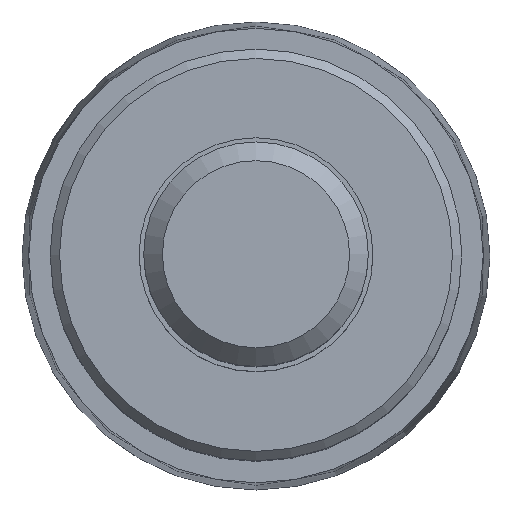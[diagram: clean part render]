
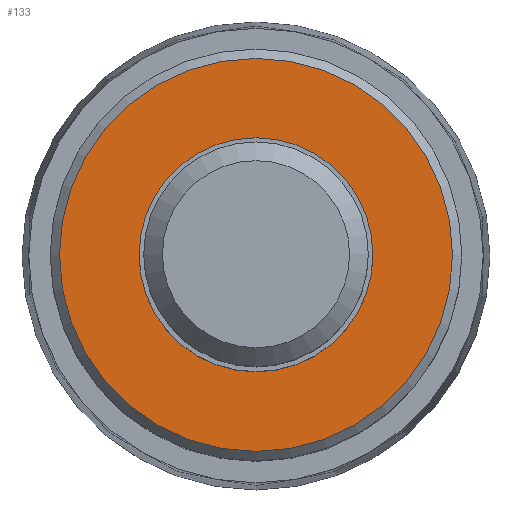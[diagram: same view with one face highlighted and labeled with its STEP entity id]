
A CAD part, top view. The second image highlights one B-rep face of the part: STEP entity #133.
In plain terms, the highlighted planar face has unit normal (0, 0, 1).
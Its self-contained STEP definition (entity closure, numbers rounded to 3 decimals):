
#113=FACE_BOUND('',#173,.T.);
#114=FACE_BOUND('',#174,.T.);
#133=ADVANCED_FACE('',(#113,#114),#142,.F.);
#142=PLANE('',#505);
#173=EDGE_LOOP('',(#205));
#174=EDGE_LOOP('',(#206));
#205=ORIENTED_EDGE('',*,*,#240,.F.);
#206=ORIENTED_EDGE('',*,*,#241,.T.);
#224=VERTEX_POINT('',#745);
#225=VERTEX_POINT('',#748);
#240=EDGE_CURVE('',#224,#224,#269,.T.);
#241=EDGE_CURVE('',#225,#225,#270,.T.);
#269=CIRCLE('',#502,5.75);
#270=CIRCLE('',#504,10.5);
#502=AXIS2_PLACEMENT_3D('',#744,#591,#592);
#504=AXIS2_PLACEMENT_3D('',#747,#595,#596);
#505=AXIS2_PLACEMENT_3D('',#749,#597,#598);
#591=DIRECTION('',(0.,0.,1.));
#592=DIRECTION('',(0.,-1.,0.));
#595=DIRECTION('',(0.,0.,1.));
#596=DIRECTION('',(0.,-1.,0.));
#597=DIRECTION('',(0.,0.,-1.));
#598=DIRECTION('',(0.,1.,0.));
#744=CARTESIAN_POINT('',(0.,0.,-22.));
#745=CARTESIAN_POINT('',(0.,-5.75,-22.));
#747=CARTESIAN_POINT('',(0.,0.,-22.));
#748=CARTESIAN_POINT('',(0.,-10.5,-22.));
#749=CARTESIAN_POINT('',(0.,10.5,-22.));
